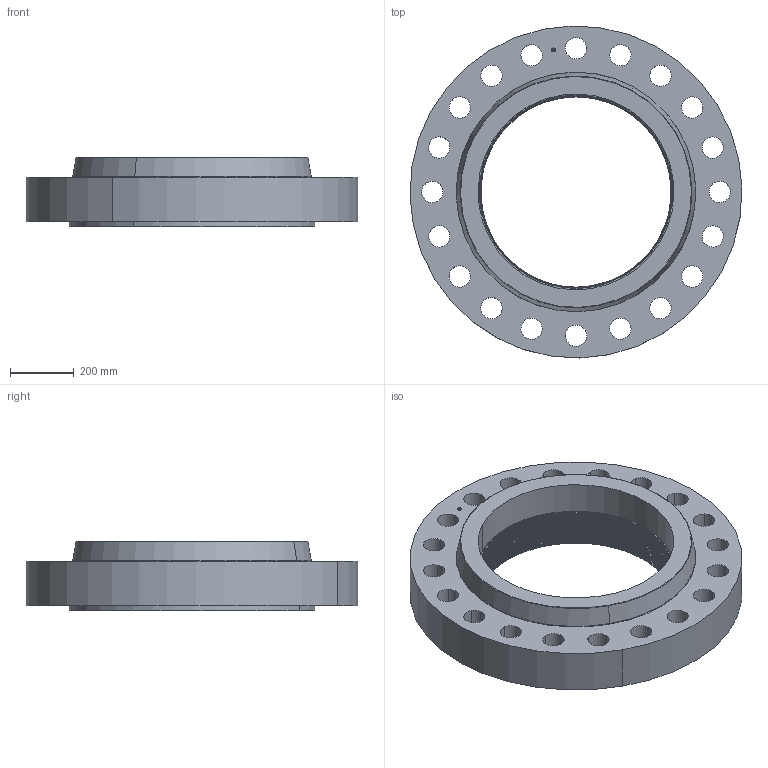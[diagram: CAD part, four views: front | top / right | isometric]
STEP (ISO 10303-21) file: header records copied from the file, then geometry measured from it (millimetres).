
FILE_DESCRIPTION(('3D STEP'),'2;1');
FILE_NAME('24-900-THREADED-RTJ-FLANGE.stp','2013-03-04T06:47:36+00:00',('Texas Flange'),(''),'CATIA Version 5 Release 20 SP 6 (IN-10)','CATIA V5 STEP AP214','800-826-3801');
FILE_SCHEMA(('AUTOMOTIVE_DESIGN { 1 0 10303 214 1 1 1 1 }'));
Length unit declared in the file: inch
Products named in the file (1): 24-900-THREADED-RTJ-FLANGE
Bounding box: 1041.11 x 1041.11 x 219.07 mm (x, y, z)
Volume: 79490460 mm3; surface area: 2854098.6 mm2
Topology: 1 solids, 1 shells, 829 faces, 2111 edges, 1306 vertices
Faces by surface type: plane 372, bspline 302, cone 81, cylinder 66, torus 8
Entity records: 35277 total; most frequent: CARTESIAN_POINT 15694, ORIENTED_EDGE 4222, DIRECTION 2126, EDGE_CURVE 2111, VERTEX_POINT 1306, VECTOR 1190, LINE 1190, EDGE_LOOP 893
